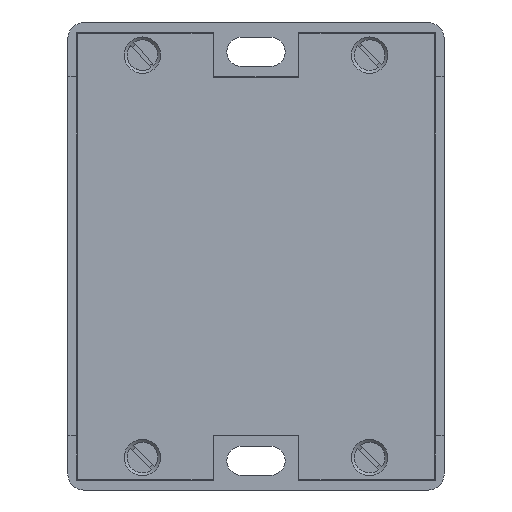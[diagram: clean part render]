
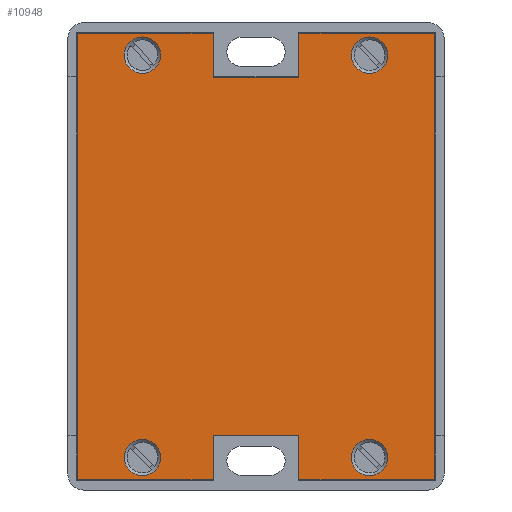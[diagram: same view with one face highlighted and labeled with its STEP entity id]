
A CAD part, front view. The second image highlights one B-rep face of the part: STEP entity #10948.
In plain terms, the highlighted planar face has unit normal (0, -1, 0).
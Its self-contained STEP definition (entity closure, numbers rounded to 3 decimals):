
#185=CIRCLE('',#11938,2.8);
#186=CIRCLE('',#11939,2.8);
#187=CIRCLE('',#11940,2.8);
#188=CIRCLE('',#11941,2.8);
#283=ORIENTED_EDGE('',*,*,#3432,.T.);
#284=ORIENTED_EDGE('',*,*,#3433,.T.);
#285=ORIENTED_EDGE('',*,*,#3434,.T.);
#286=ORIENTED_EDGE('',*,*,#3435,.T.);
#287=ORIENTED_EDGE('',*,*,#3436,.F.);
#288=ORIENTED_EDGE('',*,*,#3437,.F.);
#289=ORIENTED_EDGE('',*,*,#3438,.F.);
#290=ORIENTED_EDGE('',*,*,#3439,.F.);
#291=ORIENTED_EDGE('',*,*,#3440,.F.);
#292=ORIENTED_EDGE('',*,*,#3441,.F.);
#293=ORIENTED_EDGE('',*,*,#3442,.T.);
#294=ORIENTED_EDGE('',*,*,#3443,.T.);
#295=ORIENTED_EDGE('',*,*,#3444,.T.);
#296=ORIENTED_EDGE('',*,*,#3445,.F.);
#297=ORIENTED_EDGE('',*,*,#3446,.F.);
#298=ORIENTED_EDGE('',*,*,#3430,.F.);
#3430=EDGE_CURVE('',#5003,#5004,#5929,.T.);
#3432=EDGE_CURVE('',#5005,#5005,#185,.T.);
#3433=EDGE_CURVE('',#5006,#5006,#186,.T.);
#3434=EDGE_CURVE('',#5007,#5007,#187,.T.);
#3435=EDGE_CURVE('',#5008,#5008,#188,.T.);
#3436=EDGE_CURVE('',#5009,#5003,#5931,.T.);
#3437=EDGE_CURVE('',#5010,#5009,#5932,.T.);
#3438=EDGE_CURVE('',#5011,#5010,#5933,.T.);
#3439=EDGE_CURVE('',#5012,#5011,#5934,.T.);
#3440=EDGE_CURVE('',#5013,#5012,#5935,.T.);
#3441=EDGE_CURVE('',#5014,#5013,#5936,.T.);
#3442=EDGE_CURVE('',#5014,#5015,#5937,.T.);
#3443=EDGE_CURVE('',#5015,#5016,#5938,.T.);
#3444=EDGE_CURVE('',#5016,#5017,#5939,.T.);
#3445=EDGE_CURVE('',#5018,#5017,#5940,.T.);
#3446=EDGE_CURVE('',#5004,#5018,#5941,.T.);
#5003=VERTEX_POINT('',#15701);
#5004=VERTEX_POINT('',#15703);
#5005=VERTEX_POINT('',#15707);
#5006=VERTEX_POINT('',#15709);
#5007=VERTEX_POINT('',#15711);
#5008=VERTEX_POINT('',#15713);
#5009=VERTEX_POINT('',#15715);
#5010=VERTEX_POINT('',#15717);
#5011=VERTEX_POINT('',#15719);
#5012=VERTEX_POINT('',#15721);
#5013=VERTEX_POINT('',#15723);
#5014=VERTEX_POINT('',#15725);
#5015=VERTEX_POINT('',#15727);
#5016=VERTEX_POINT('',#15729);
#5017=VERTEX_POINT('',#15731);
#5018=VERTEX_POINT('',#15733);
#5929=LINE('',#15702,#7379);
#5931=LINE('',#15714,#7381);
#5932=LINE('',#15716,#7382);
#5933=LINE('',#15718,#7383);
#5934=LINE('',#15720,#7384);
#5935=LINE('',#15722,#7385);
#5936=LINE('',#15724,#7386);
#5937=LINE('',#15726,#7387);
#5938=LINE('',#15728,#7388);
#5939=LINE('',#15730,#7389);
#5940=LINE('',#15732,#7390);
#5941=LINE('',#15734,#7391);
#7379=VECTOR('',#12727,1000.);
#7381=VECTOR('',#12739,1000.);
#7382=VECTOR('',#12740,1000.);
#7383=VECTOR('',#12741,1000.);
#7384=VECTOR('',#12742,1000.);
#7385=VECTOR('',#12743,1000.);
#7386=VECTOR('',#12744,1000.);
#7387=VECTOR('',#12745,1000.);
#7388=VECTOR('',#12746,1000.);
#7389=VECTOR('',#12747,1000.);
#7390=VECTOR('',#12748,1000.);
#7391=VECTOR('',#12749,1000.);
#8812=EDGE_LOOP('',(#283));
#8813=EDGE_LOOP('',(#284));
#8814=EDGE_LOOP('',(#285));
#8815=EDGE_LOOP('',(#286));
#8816=EDGE_LOOP('',(#287,#288,#289,#290,#291,#292,#293,#294,#295,#296,#297,
#298));
#9563=FACE_BOUND('',#8812,.T.);
#9564=FACE_BOUND('',#8813,.T.);
#9565=FACE_BOUND('',#8814,.T.);
#9566=FACE_BOUND('',#8815,.T.);
#9567=FACE_BOUND('',#8816,.T.);
#10309=PLANE('',#11937);
#10948=ADVANCED_FACE('',(#9563,#9564,#9565,#9566,#9567),#10309,.F.);
#11937=AXIS2_PLACEMENT_3D('',#15705,#12729,#12730);
#11938=AXIS2_PLACEMENT_3D('',#15706,#12731,#12732);
#11939=AXIS2_PLACEMENT_3D('',#15708,#12733,#12734);
#11940=AXIS2_PLACEMENT_3D('',#15710,#12735,#12736);
#11941=AXIS2_PLACEMENT_3D('',#15712,#12737,#12738);
#12727=DIRECTION('',(1.,0.,0.));
#12729=DIRECTION('',(0.,1.,0.));
#12730=DIRECTION('',(0.,0.,1.));
#12731=DIRECTION('',(0.,1.,0.));
#12732=DIRECTION('',(0.,0.,1.));
#12733=DIRECTION('',(0.,1.,0.));
#12734=DIRECTION('',(0.,0.,1.));
#12735=DIRECTION('',(0.,1.,0.));
#12736=DIRECTION('',(0.,0.,1.));
#12737=DIRECTION('',(0.,1.,0.));
#12738=DIRECTION('',(0.,0.,1.));
#12739=DIRECTION('',(0.,0.,1.));
#12740=DIRECTION('',(1.,0.,0.));
#12741=DIRECTION('',(0.,0.,-1.));
#12742=DIRECTION('',(1.,0.,0.));
#12743=DIRECTION('',(0.,0.,1.));
#12744=DIRECTION('',(-1.,0.,0.));
#12745=DIRECTION('',(0.,0.,1.));
#12746=DIRECTION('',(1.,0.,0.));
#12747=DIRECTION('',(0.,0.,-1.));
#12748=DIRECTION('',(-1.,0.,0.));
#12749=DIRECTION('',(0.,0.,-1.));
#15701=CARTESIAN_POINT('',(6.6,0.,34.4));
#15702=CARTESIAN_POINT('',(-27.55,0.,34.4));
#15703=CARTESIAN_POINT('',(27.55,0.,34.4));
#15705=CARTESIAN_POINT('',(0.,0.,0.));
#15706=CARTESIAN_POINT('',(17.5,0.,31.));
#15707=CARTESIAN_POINT('',(17.5,0.,33.8));
#15708=CARTESIAN_POINT('',(-17.5,0.,31.));
#15709=CARTESIAN_POINT('',(-17.5,0.,33.8));
#15710=CARTESIAN_POINT('',(17.5,0.,-31.));
#15711=CARTESIAN_POINT('',(17.5,0.,-28.2));
#15712=CARTESIAN_POINT('',(-17.5,0.,-31.));
#15713=CARTESIAN_POINT('',(-17.5,0.,-28.2));
#15714=CARTESIAN_POINT('',(6.6,0.,0.));
#15715=CARTESIAN_POINT('',(6.6,0.,27.6));
#15716=CARTESIAN_POINT('',(0.,0.,27.6));
#15717=CARTESIAN_POINT('',(-6.6,0.,27.6));
#15718=CARTESIAN_POINT('',(-6.6,0.,0.));
#15719=CARTESIAN_POINT('',(-6.6,0.,34.4));
#15720=CARTESIAN_POINT('',(-27.55,0.,34.4));
#15721=CARTESIAN_POINT('',(-27.55,0.,34.4));
#15722=CARTESIAN_POINT('',(-27.55,0.,-34.4));
#15723=CARTESIAN_POINT('',(-27.55,0.,-34.4));
#15724=CARTESIAN_POINT('',(27.55,0.,-34.4));
#15725=CARTESIAN_POINT('',(-6.6,0.,-34.4));
#15726=CARTESIAN_POINT('',(-6.6,0.,0.));
#15727=CARTESIAN_POINT('',(-6.6,0.,-27.6));
#15728=CARTESIAN_POINT('',(0.,0.,-27.6));
#15729=CARTESIAN_POINT('',(6.6,0.,-27.6));
#15730=CARTESIAN_POINT('',(6.6,0.,0.));
#15731=CARTESIAN_POINT('',(6.6,0.,-34.4));
#15732=CARTESIAN_POINT('',(27.55,0.,-34.4));
#15733=CARTESIAN_POINT('',(27.55,0.,-34.4));
#15734=CARTESIAN_POINT('',(27.55,0.,34.4));
